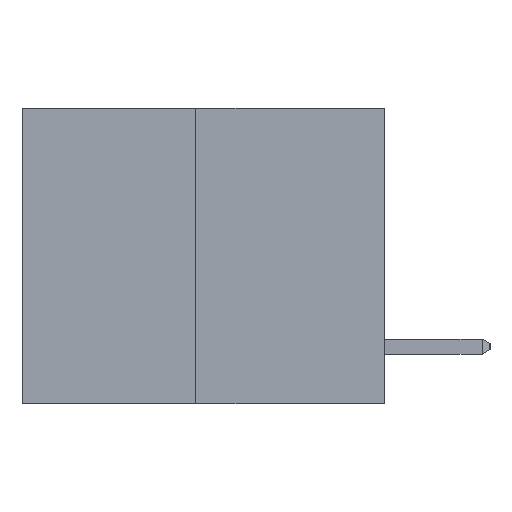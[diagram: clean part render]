
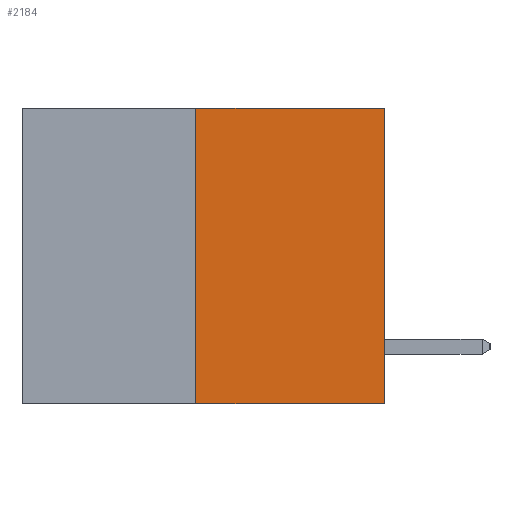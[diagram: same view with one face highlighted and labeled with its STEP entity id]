
A CAD part, left-side view. The second image highlights one B-rep face of the part: STEP entity #2184.
In plain terms, the highlighted planar face has unit normal (-1, 0, 0).
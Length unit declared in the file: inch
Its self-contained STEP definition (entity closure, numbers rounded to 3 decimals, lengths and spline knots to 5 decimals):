
#551 = LINE ( 'NONE', #11811, #10166 ) ;
#946 = EDGE_CURVE ( 'NONE', #1198, #1000, #2091, .T. ) ;
#1000 = VERTEX_POINT ( 'NONE', #9467 ) ;
#1011 = CARTESIAN_POINT ( 'NONE',  ( 0., 0.312, -0.49 ) ) ;
#1198 = VERTEX_POINT ( 'NONE', #10088 ) ;
#1593 = VECTOR ( 'NONE', #5869, 39.37008 ) ;
#1787 = PLANE ( 'NONE',  #4584 ) ;
#2091 = LINE ( 'NONE', #2599, #1593 ) ;
#2184 = ADVANCED_FACE ( 'NONE', ( #8296 ), #1787, .F. ) ;
#2599 = CARTESIAN_POINT ( 'NONE',  ( 0., 0.6, 0. ) ) ;
#2958 = ORIENTED_EDGE ( 'NONE', *, *, #7464, .F. ) ;
#2993 = VERTEX_POINT ( 'NONE', #12138 ) ;
#3211 = DIRECTION ( 'NONE',  ( 0., 0., 1. ) ) ;
#3474 = EDGE_LOOP ( 'NONE', ( #2958, #11371, #12018, #10199 ) ) ;
#3740 = LINE ( 'NONE', #6415, #10314 ) ;
#3812 = VECTOR ( 'NONE', #10589, 39.37008 ) ;
#4249 = DIRECTION ( 'NONE',  ( 0., -1., 0. ) ) ;
#4584 = AXIS2_PLACEMENT_3D ( 'NONE', #12609, #7375, #10432 ) ;
#5869 = DIRECTION ( 'NONE',  ( 0., -1., 0. ) ) ;
#6415 = CARTESIAN_POINT ( 'NONE',  ( 0., 0.6, -0.49 ) ) ;
#6672 = LINE ( 'NONE', #1011, #3812 ) ;
#7375 = DIRECTION ( 'NONE',  ( 1., 0., 0. ) ) ;
#7464 = EDGE_CURVE ( 'NONE', #13229, #1198, #6672, .T. ) ;
#8296 = FACE_OUTER_BOUND ( 'NONE', #3474, .T. ) ;
#9467 = CARTESIAN_POINT ( 'NONE',  ( 0., 0., 0. ) ) ;
#10009 = EDGE_CURVE ( 'NONE', #2993, #1000, #551, .T. ) ;
#10088 = CARTESIAN_POINT ( 'NONE',  ( 0., 0.312, 0. ) ) ;
#10166 = VECTOR ( 'NONE', #3211, 39.37008 ) ;
#10199 = ORIENTED_EDGE ( 'NONE', *, *, #946, .F. ) ;
#10314 = VECTOR ( 'NONE', #4249, 39.37008 ) ;
#10432 = DIRECTION ( 'NONE',  ( 0., 0., -1. ) ) ;
#10589 = DIRECTION ( 'NONE',  ( 0., 0., 1. ) ) ;
#10926 = EDGE_CURVE ( 'NONE', #13229, #2993, #3740, .T. ) ;
#11371 = ORIENTED_EDGE ( 'NONE', *, *, #10926, .T. ) ;
#11811 = CARTESIAN_POINT ( 'NONE',  ( 0., 0., 0. ) ) ;
#12018 = ORIENTED_EDGE ( 'NONE', *, *, #10009, .T. ) ;
#12138 = CARTESIAN_POINT ( 'NONE',  ( 0., 0., -0.49 ) ) ;
#12609 = CARTESIAN_POINT ( 'NONE',  ( 0., 0.6, 0. ) ) ;
#13229 = VERTEX_POINT ( 'NONE', #13320 ) ;
#13320 = CARTESIAN_POINT ( 'NONE',  ( 0., 0.312, -0.49 ) ) ;
